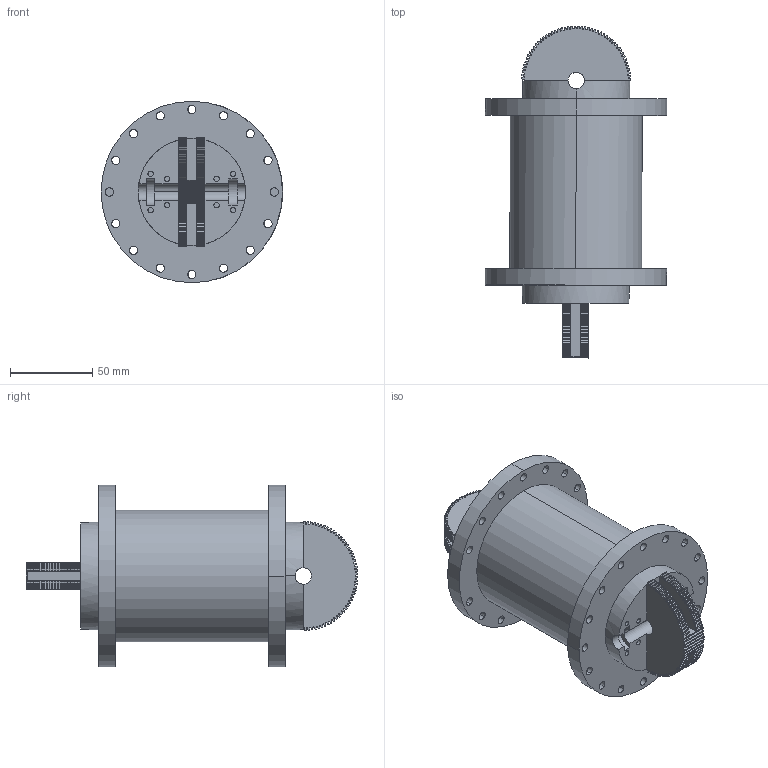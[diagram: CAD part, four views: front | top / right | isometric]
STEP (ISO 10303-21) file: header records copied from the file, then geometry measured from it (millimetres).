
FILE_DESCRIPTION((''),'2;1');
FILE_NAME('LINK7_FOR_ANALYSIS','2025-05-06T16:22:55',('apoka'),(''),'CREO PARAMETRIC BY PTC INC, 2022073','CREO PARAMETRIC BY PTC INC, 2022073','');
FILE_SCHEMA(('CONFIG_CONTROL_DESIGN'));
Length unit declared in the file: millimetre
Products named in the file (1): LINK7_FOR_ANALYSIS
Bounding box: 110.2 x 201.3 x 110 mm (x, y, z)
Surface area: 85641.8 mm2 (no closed solid volume)
Topology: 0 solids, 1 shells, 1664 faces, 4922 edges, 3276 vertices
Faces by surface type: cylinder 676, plane 616, extrusion 372
Entity records: 60084 total; most frequent: CARTESIAN_POINT 15846, ORIENTED_EDGE 9844, DIRECTION 8340, EDGE_CURVE 4922, VERTEX_POINT 3276, VECTOR 3060, LINE 2688, AXIS2_PLACEMENT_3D 2640
